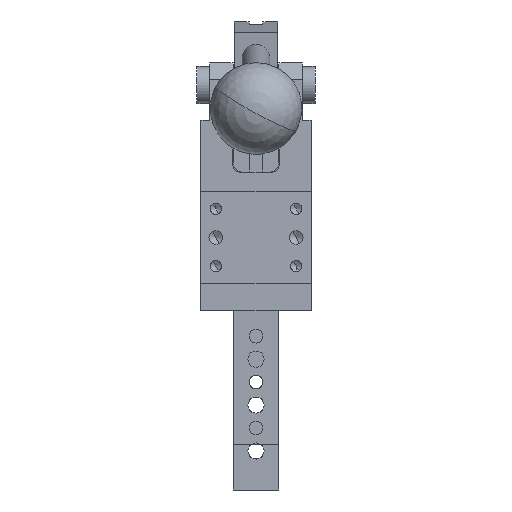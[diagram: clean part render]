
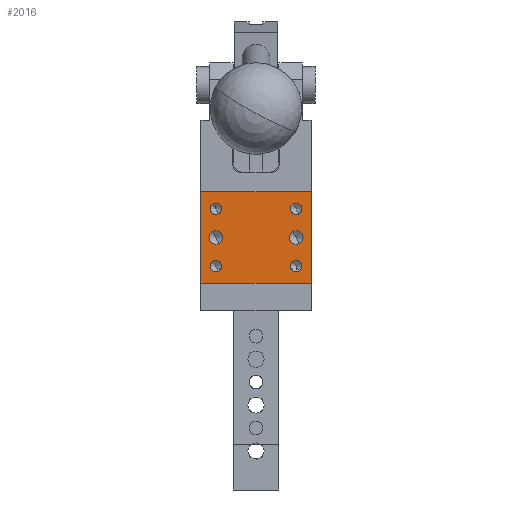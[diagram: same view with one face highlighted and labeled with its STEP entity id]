
A CAD part, left-side view. The second image highlights one B-rep face of the part: STEP entity #2016.
In plain terms, the highlighted planar face has unit normal (-1, 0, 0).
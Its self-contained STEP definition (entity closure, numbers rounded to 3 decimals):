
#1321=AXIS2_PLACEMENT_3D('Circle Axis2P3D',#1319,#1320,$) ;
#1363=AXIS2_PLACEMENT_3D('Circle Axis2P3D',#1361,#1362,$) ;
#1454=AXIS2_PLACEMENT_3D('Circle Axis2P3D',#1452,#1453,$) ;
#1495=AXIS2_PLACEMENT_3D('Circle Axis2P3D',#1493,#1494,$) ;
#1586=AXIS2_PLACEMENT_3D('Circle Axis2P3D',#1584,#1585,$) ;
#1627=AXIS2_PLACEMENT_3D('Circle Axis2P3D',#1625,#1626,$) ;
#1718=AXIS2_PLACEMENT_3D('Circle Axis2P3D',#1716,#1717,$) ;
#1759=AXIS2_PLACEMENT_3D('Circle Axis2P3D',#1757,#1758,$) ;
#1850=AXIS2_PLACEMENT_3D('Circle Axis2P3D',#1848,#1849,$) ;
#1892=AXIS2_PLACEMENT_3D('Circle Axis2P3D',#1890,#1891,$) ;
#1970=AXIS2_PLACEMENT_3D('Plane Axis2P3D',#1967,#1968,#1969) ;
#1980=AXIS2_PLACEMENT_3D('Circle Axis2P3D',#1978,#1979,$) ;
#1989=AXIS2_PLACEMENT_3D('Circle Axis2P3D',#1987,#1988,$) ;
#154=CARTESIAN_POINT('Vertex',(0.,-24.,20.)) ;
#157=CARTESIAN_POINT('Line Origine',(0.,-24.,0.)) ;
#161=CARTESIAN_POINT('Vertex',(0.,-24.,-20.)) ;
#226=CARTESIAN_POINT('Vertex',(0.,24.,-20.)) ;
#229=CARTESIAN_POINT('Line Origine',(0.,24.,0.)) ;
#233=CARTESIAN_POINT('Vertex',(0.,24.,20.)) ;
#805=CARTESIAN_POINT('Line Origine',(0.,0.,-20.)) ;
#822=CARTESIAN_POINT('Line Origine',(0.,0.,20.)) ;
#1314=CARTESIAN_POINT('Vertex',(0.,-17.5,10.04)) ;
#1319=CARTESIAN_POINT('Axis2P3D Location',(0.,-17.5,12.5)) ;
#1323=CARTESIAN_POINT('Vertex',(0.,-17.5,14.96)) ;
#1361=CARTESIAN_POINT('Axis2P3D Location',(0.,-17.5,12.5)) ;
#1447=CARTESIAN_POINT('Vertex',(0.,17.5,10.04)) ;
#1452=CARTESIAN_POINT('Axis2P3D Location',(0.,17.5,12.5)) ;
#1456=CARTESIAN_POINT('Vertex',(0.,17.5,14.96)) ;
#1493=CARTESIAN_POINT('Axis2P3D Location',(0.,17.5,12.5)) ;
#1579=CARTESIAN_POINT('Vertex',(0.,17.5,-14.96)) ;
#1584=CARTESIAN_POINT('Axis2P3D Location',(0.,17.5,-12.5)) ;
#1588=CARTESIAN_POINT('Vertex',(0.,17.5,-10.04)) ;
#1625=CARTESIAN_POINT('Axis2P3D Location',(0.,17.5,-12.5)) ;
#1711=CARTESIAN_POINT('Vertex',(0.,-17.5,-14.96)) ;
#1716=CARTESIAN_POINT('Axis2P3D Location',(0.,-17.5,-12.5)) ;
#1720=CARTESIAN_POINT('Vertex',(0.,-17.5,-10.04)) ;
#1757=CARTESIAN_POINT('Axis2P3D Location',(0.,-17.5,-12.5)) ;
#1843=CARTESIAN_POINT('Vertex',(0.,-17.5,-3.)) ;
#1848=CARTESIAN_POINT('Axis2P3D Location',(0.,-17.5,0.)) ;
#1852=CARTESIAN_POINT('Vertex',(0.,-17.5,3.)) ;
#1890=CARTESIAN_POINT('Axis2P3D Location',(0.,-17.5,0.)) ;
#1967=CARTESIAN_POINT('Axis2P3D Location',(0.,0.,0.)) ;
#1978=CARTESIAN_POINT('Axis2P3D Location',(0.,17.5,0.)) ;
#1982=CARTESIAN_POINT('Vertex',(0.,17.5,3.)) ;
#1984=CARTESIAN_POINT('Vertex',(0.,17.5,-3.)) ;
#1987=CARTESIAN_POINT('Axis2P3D Location',(0.,17.5,0.)) ;
#158=DIRECTION('Vector Direction',(0.,0.,1.)) ;
#230=DIRECTION('Vector Direction',(0.,0.,-1.)) ;
#806=DIRECTION('Vector Direction',(0.,-1.,0.)) ;
#823=DIRECTION('Vector Direction',(0.,1.,0.)) ;
#1320=DIRECTION('Axis2P3D Direction',(-1.,-0.,-0.)) ;
#1362=DIRECTION('Axis2P3D Direction',(-1.,-0.,-0.)) ;
#1453=DIRECTION('Axis2P3D Direction',(-1.,-0.,-0.)) ;
#1494=DIRECTION('Axis2P3D Direction',(-1.,-0.,-0.)) ;
#1585=DIRECTION('Axis2P3D Direction',(-1.,-0.,-0.)) ;
#1626=DIRECTION('Axis2P3D Direction',(-1.,-0.,-0.)) ;
#1717=DIRECTION('Axis2P3D Direction',(-1.,-0.,-0.)) ;
#1758=DIRECTION('Axis2P3D Direction',(-1.,-0.,-0.)) ;
#1849=DIRECTION('Axis2P3D Direction',(-1.,-0.,-0.)) ;
#1891=DIRECTION('Axis2P3D Direction',(-1.,-0.,-0.)) ;
#1968=DIRECTION('Axis2P3D Direction',(1.,0.,0.)) ;
#1969=DIRECTION('Axis2P3D XDirection',(0.,1.,0.)) ;
#1979=DIRECTION('Axis2P3D Direction',(1.,0.,0.)) ;
#1988=DIRECTION('Axis2P3D Direction',(1.,0.,0.)) ;
#159=VECTOR('Line Direction',#158,1.) ;
#231=VECTOR('Line Direction',#230,1.) ;
#807=VECTOR('Line Direction',#806,1.) ;
#824=VECTOR('Line Direction',#823,1.) ;
#1973=ORIENTED_EDGE('',*,*,#163,.F.) ;
#1974=ORIENTED_EDGE('',*,*,#826,.F.) ;
#1975=ORIENTED_EDGE('',*,*,#235,.F.) ;
#1976=ORIENTED_EDGE('',*,*,#809,.F.) ;
#1993=ORIENTED_EDGE('',*,*,#1986,.F.) ;
#1994=ORIENTED_EDGE('',*,*,#1991,.F.) ;
#1997=ORIENTED_EDGE('',*,*,#1894,.F.) ;
#1998=ORIENTED_EDGE('',*,*,#1854,.F.) ;
#2001=ORIENTED_EDGE('',*,*,#1761,.F.) ;
#2002=ORIENTED_EDGE('',*,*,#1722,.F.) ;
#2005=ORIENTED_EDGE('',*,*,#1629,.F.) ;
#2006=ORIENTED_EDGE('',*,*,#1590,.F.) ;
#2009=ORIENTED_EDGE('',*,*,#1497,.F.) ;
#2010=ORIENTED_EDGE('',*,*,#1458,.F.) ;
#2013=ORIENTED_EDGE('',*,*,#1365,.F.) ;
#2014=ORIENTED_EDGE('',*,*,#1325,.F.) ;
#1995=FACE_BOUND('',#1992,.T.) ;
#1999=FACE_BOUND('',#1996,.T.) ;
#2003=FACE_BOUND('',#2000,.T.) ;
#2007=FACE_BOUND('',#2004,.T.) ;
#2011=FACE_BOUND('',#2008,.T.) ;
#2015=FACE_BOUND('',#2012,.T.) ;
#2016=ADVANCED_FACE('*DIT1\\*DIT2\\PartBody ( *SOL1 - wsp GRUNDGESTELL -  )',(#1977,#1995,#1999,#2003,#2007,#2011,#2015),#1971,.F.) ;
#1322=CIRCLE('generated circle',#1321,2.46) ;
#1364=CIRCLE('generated circle',#1363,2.46) ;
#1455=CIRCLE('generated circle',#1454,2.46) ;
#1496=CIRCLE('generated circle',#1495,2.46) ;
#1587=CIRCLE('generated circle',#1586,2.46) ;
#1628=CIRCLE('generated circle',#1627,2.46) ;
#1719=CIRCLE('generated circle',#1718,2.46) ;
#1760=CIRCLE('generated circle',#1759,2.46) ;
#1851=CIRCLE('generated circle',#1850,3.) ;
#1893=CIRCLE('generated circle',#1892,3.) ;
#1981=CIRCLE('generated circle',#1980,3.) ;
#1990=CIRCLE('generated circle',#1989,3.) ;
#163=EDGE_CURVE('',#155,#162,#160,.F.) ;
#235=EDGE_CURVE('',#227,#234,#232,.F.) ;
#809=EDGE_CURVE('',#162,#227,#808,.F.) ;
#826=EDGE_CURVE('',#234,#155,#825,.F.) ;
#1325=EDGE_CURVE('',#1315,#1324,#1322,.T.) ;
#1365=EDGE_CURVE('',#1324,#1315,#1364,.T.) ;
#1458=EDGE_CURVE('',#1448,#1457,#1455,.T.) ;
#1497=EDGE_CURVE('',#1457,#1448,#1496,.T.) ;
#1590=EDGE_CURVE('',#1580,#1589,#1587,.T.) ;
#1629=EDGE_CURVE('',#1589,#1580,#1628,.T.) ;
#1722=EDGE_CURVE('',#1712,#1721,#1719,.T.) ;
#1761=EDGE_CURVE('',#1721,#1712,#1760,.T.) ;
#1854=EDGE_CURVE('',#1844,#1853,#1851,.T.) ;
#1894=EDGE_CURVE('',#1853,#1844,#1893,.T.) ;
#1986=EDGE_CURVE('',#1983,#1985,#1981,.F.) ;
#1991=EDGE_CURVE('',#1985,#1983,#1990,.F.) ;
#1972=EDGE_LOOP('',(#1973,#1974,#1975,#1976)) ;
#1992=EDGE_LOOP('',(#1993,#1994)) ;
#1996=EDGE_LOOP('',(#1997,#1998)) ;
#2000=EDGE_LOOP('',(#2001,#2002)) ;
#2004=EDGE_LOOP('',(#2005,#2006)) ;
#2008=EDGE_LOOP('',(#2009,#2010)) ;
#2012=EDGE_LOOP('',(#2013,#2014)) ;
#1977=FACE_OUTER_BOUND('',#1972,.T.) ;
#160=LINE('Line',#157,#159) ;
#232=LINE('Line',#229,#231) ;
#808=LINE('Line',#805,#807) ;
#825=LINE('Line',#822,#824) ;
#1971=PLANE('Plane',#1970) ;
#155=VERTEX_POINT('',#154) ;
#162=VERTEX_POINT('',#161) ;
#227=VERTEX_POINT('',#226) ;
#234=VERTEX_POINT('',#233) ;
#1315=VERTEX_POINT('',#1314) ;
#1324=VERTEX_POINT('',#1323) ;
#1448=VERTEX_POINT('',#1447) ;
#1457=VERTEX_POINT('',#1456) ;
#1580=VERTEX_POINT('',#1579) ;
#1589=VERTEX_POINT('',#1588) ;
#1712=VERTEX_POINT('',#1711) ;
#1721=VERTEX_POINT('',#1720) ;
#1844=VERTEX_POINT('',#1843) ;
#1853=VERTEX_POINT('',#1852) ;
#1983=VERTEX_POINT('',#1982) ;
#1985=VERTEX_POINT('',#1984) ;
